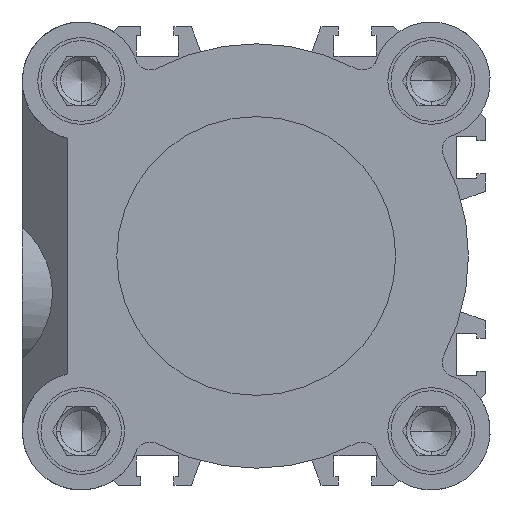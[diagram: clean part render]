
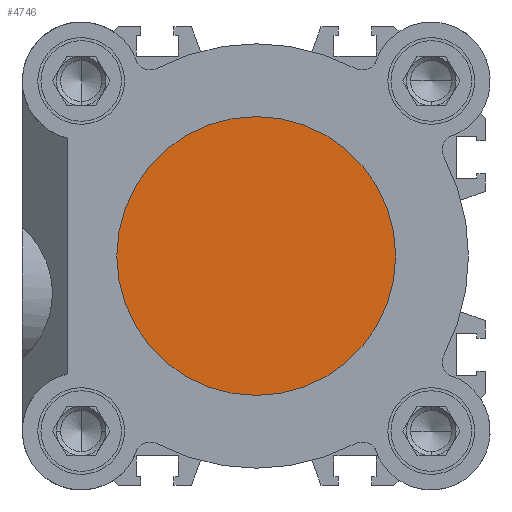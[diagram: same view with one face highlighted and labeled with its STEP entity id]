
A CAD part, left-side view. The second image highlights one B-rep face of the part: STEP entity #4746.
In plain terms, the highlighted face is planar.
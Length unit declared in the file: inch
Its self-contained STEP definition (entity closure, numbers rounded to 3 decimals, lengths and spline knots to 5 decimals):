
#182 = EDGE_CURVE ( 'NONE', #3983, #7667, #13106, .T. ) ;
#531 = EDGE_CURVE ( 'NONE', #7667, #3983, #6177, .T. ) ;
#639 = FACE_OUTER_BOUND ( 'NONE', #10083, .T. ) ;
#1010 = ORIENTED_EDGE ( 'NONE', *, *, #182, .F. ) ;
#3983 = VERTEX_POINT ( 'NONE', #7006 ) ;
#4746 = ADVANCED_FACE ( 'NONE', ( #639 ), #11073, .F. ) ;
#5921 = DIRECTION ( 'NONE',  ( 0., 0., 1. ) ) ;
#6177 = CIRCLE ( 'NONE', #13183, 0.88583 ) ;
#7006 = CARTESIAN_POINT ( 'NONE',  ( 1.41732, 0., 0.88583 ) ) ;
#7667 = VERTEX_POINT ( 'NONE', #11512 ) ;
#8148 = ORIENTED_EDGE ( 'NONE', *, *, #531, .F. ) ;
#8986 = DIRECTION ( 'NONE',  ( 0., 0., 1. ) ) ;
#9090 = AXIS2_PLACEMENT_3D ( 'NONE', #10020, #12080, #5921 ) ;
#10020 = CARTESIAN_POINT ( 'NONE',  ( 1.41732, 0.88583, 0. ) ) ;
#10083 = EDGE_LOOP ( 'NONE', ( #1010, #8148 ) ) ;
#10730 = AXIS2_PLACEMENT_3D ( 'NONE', #12052, #12140, #8986 ) ;
#11073 = PLANE ( 'NONE',  #9090 ) ;
#11512 = CARTESIAN_POINT ( 'NONE',  ( 1.41732, 0., -0.88583 ) ) ;
#12052 = CARTESIAN_POINT ( 'NONE',  ( 1.41732, 0., 0. ) ) ;
#12080 = DIRECTION ( 'NONE',  ( -1., 0., 0. ) ) ;
#12140 = DIRECTION ( 'NONE',  ( -1., 0., 0. ) ) ;
#12218 = DIRECTION ( 'NONE',  ( -1., 0., 0. ) ) ;
#12443 = CARTESIAN_POINT ( 'NONE',  ( 1.41732, 0., 0. ) ) ;
#12921 = DIRECTION ( 'NONE',  ( 0., 0., 1. ) ) ;
#13106 = CIRCLE ( 'NONE', #10730, 0.88583 ) ;
#13183 = AXIS2_PLACEMENT_3D ( 'NONE', #12443, #12218, #12921 ) ;
